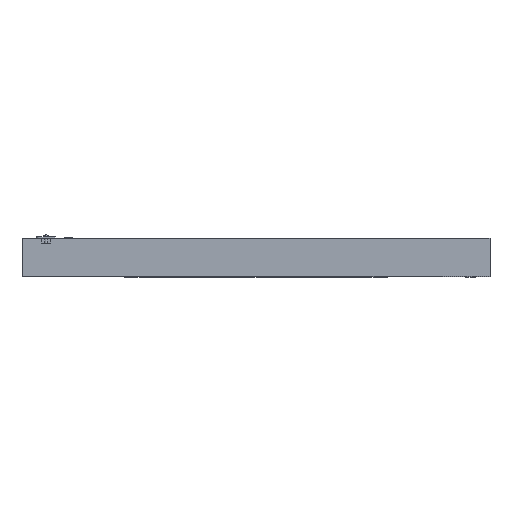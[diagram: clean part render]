
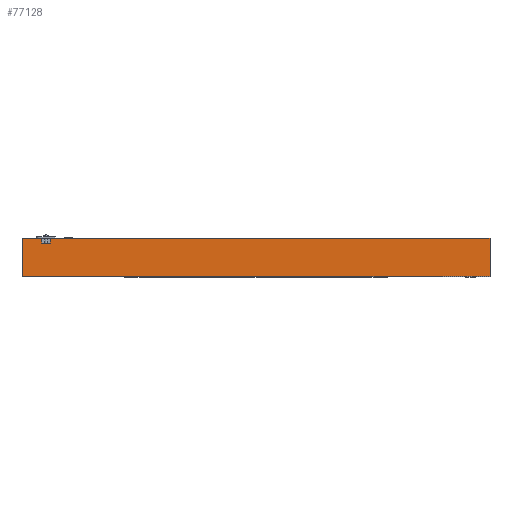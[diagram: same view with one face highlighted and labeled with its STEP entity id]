
A CAD part, top view. The second image highlights one B-rep face of the part: STEP entity #77128.
In plain terms, the highlighted planar face has unit normal (0, 0, 1).
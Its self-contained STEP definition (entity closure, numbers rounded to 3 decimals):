
#211 = EDGE_CURVE ( 'NONE', #22760, #90318, #55315, .T. ) ;
#1875 = VERTEX_POINT ( 'NONE', #84760 ) ;
#2626 = CARTESIAN_POINT ( 'NONE',  ( -331., 46., 348. ) ) ;
#4899 = ORIENTED_EDGE ( 'NONE', *, *, #64564, .T. ) ;
#8391 = CARTESIAN_POINT ( 'NONE',  ( -331., 54., 348. ) ) ;
#8504 = ORIENTED_EDGE ( 'NONE', *, *, #62211, .F. ) ;
#8605 = DIRECTION ( 'NONE',  ( -0.017, -1., 0. ) ) ;
#8846 = CARTESIAN_POINT ( 'NONE',  ( -292.122, 46., 348. ) ) ;
#10391 = EDGE_CURVE ( 'NONE', #29044, #88421, #26374, .T. ) ;
#11604 = ORIENTED_EDGE ( 'NONE', *, *, #52566, .F. ) ;
#12999 = LINE ( 'NONE', #42797, #49211 ) ;
#14895 = LINE ( 'NONE', #89432, #87262 ) ;
#15655 = DIRECTION ( 'NONE',  ( 0., 0., -1. ) ) ;
#18611 = VECTOR ( 'NONE', #8605, 1000. ) ;
#18695 = CARTESIAN_POINT ( 'NONE',  ( -301.878, 47., 348. ) ) ;
#21403 = CARTESIAN_POINT ( 'NONE',  ( 331., 54., 348. ) ) ;
#21878 = VECTOR ( 'NONE', #24101, 1000. ) ;
#22428 = CARTESIAN_POINT ( 'NONE',  ( -331., 54., 348. ) ) ;
#22760 = VERTEX_POINT ( 'NONE', #87600 ) ;
#23525 = EDGE_CURVE ( 'NONE', #66306, #29044, #12999, .T. ) ;
#24101 = DIRECTION ( 'NONE',  ( 1., 0., 0. ) ) ;
#25277 = AXIS2_PLACEMENT_3D ( 'NONE', #18695, #69287, #25953 ) ;
#25343 = EDGE_CURVE ( 'NONE', #1875, #87603, #35227, .T. ) ;
#25953 = DIRECTION ( 'NONE',  ( -1., 0., 0. ) ) ;
#25983 = CARTESIAN_POINT ( 'NONE',  ( -291., 54., 348. ) ) ;
#26374 = LINE ( 'NONE', #60160, #21878 ) ;
#27045 = VECTOR ( 'NONE', #57352, 1000. ) ;
#27243 = CARTESIAN_POINT ( 'NONE',  ( -292.122, 47., 348. ) ) ;
#29044 = VERTEX_POINT ( 'NONE', #32903 ) ;
#31789 = CARTESIAN_POINT ( 'NONE',  ( -331., 54., 348. ) ) ;
#31861 = DIRECTION ( 'NONE',  ( 0., -1., 0. ) ) ;
#32095 = CARTESIAN_POINT ( 'NONE',  ( -291.122, 46.983, 348. ) ) ;
#32903 = CARTESIAN_POINT ( 'NONE',  ( -331., 0., 348. ) ) ;
#33504 = CARTESIAN_POINT ( 'NONE',  ( -303., 54., 348. ) ) ;
#34531 = DIRECTION ( 'NONE',  ( -1., 0., 0. ) ) ;
#34592 = CARTESIAN_POINT ( 'NONE',  ( 331., 0., 348. ) ) ;
#35227 = LINE ( 'NONE', #74644, #69146 ) ;
#36052 = VECTOR ( 'NONE', #74923, 1000. ) ;
#37487 = ORIENTED_EDGE ( 'NONE', *, *, #10391, .T. ) ;
#40247 = VERTEX_POINT ( 'NONE', #21403 ) ;
#42797 = CARTESIAN_POINT ( 'NONE',  ( -331., 54., 348. ) ) ;
#43446 = EDGE_LOOP ( 'NONE', ( #59423, #4899, #86272, #70103, #68068, #37487, #11604, #8504, #92242, #67011 ) ) ;
#44684 = CARTESIAN_POINT ( 'NONE',  ( -291.012, 53.302, 348. ) ) ;
#47083 = FACE_OUTER_BOUND ( 'NONE', #43446, .T. ) ;
#49211 = VECTOR ( 'NONE', #57043, 1000. ) ;
#51720 = EDGE_CURVE ( 'NONE', #63844, #90318, #87528, .T. ) ;
#51733 = PLANE ( 'NONE',  #81209 ) ;
#52566 = EDGE_CURVE ( 'NONE', #40247, #88421, #14895, .T. ) ;
#55315 = LINE ( 'NONE', #2626, #36052 ) ;
#57006 = EDGE_CURVE ( 'NONE', #82129, #63844, #76290, .T. ) ;
#57043 = DIRECTION ( 'NONE',  ( 0., -1., 0. ) ) ;
#57352 = DIRECTION ( 'NONE',  ( 1., 0., 0. ) ) ;
#59423 = ORIENTED_EDGE ( 'NONE', *, *, #211, .F. ) ;
#60160 = CARTESIAN_POINT ( 'NONE',  ( -331., 0., 348. ) ) ;
#62211 = EDGE_CURVE ( 'NONE', #82129, #40247, #65547, .T. ) ;
#63844 = VERTEX_POINT ( 'NONE', #32095 ) ;
#64564 = EDGE_CURVE ( 'NONE', #22760, #1875, #78710, .T. ) ;
#65378 = LINE ( 'NONE', #31789, #82275 ) ;
#65547 = LINE ( 'NONE', #79083, #27045 ) ;
#66265 = DIRECTION ( 'NONE',  ( -1., 0., 0. ) ) ;
#66306 = VERTEX_POINT ( 'NONE', #22428 ) ;
#67011 = ORIENTED_EDGE ( 'NONE', *, *, #51720, .T. ) ;
#68068 = ORIENTED_EDGE ( 'NONE', *, *, #23525, .T. ) ;
#68708 = EDGE_CURVE ( 'NONE', #66306, #87603, #65378, .T. ) ;
#69146 = VECTOR ( 'NONE', #81923, 1000. ) ;
#69287 = DIRECTION ( 'NONE',  ( 0., 0., -1. ) ) ;
#70103 = ORIENTED_EDGE ( 'NONE', *, *, #68708, .F. ) ;
#74644 = CARTESIAN_POINT ( 'NONE',  ( -303.009, 54.489, 348. ) ) ;
#74923 = DIRECTION ( 'NONE',  ( 1., 0., 0. ) ) ;
#76290 = LINE ( 'NONE', #44684, #18611 ) ;
#77128 = ADVANCED_FACE ( 'NONE', ( #47083 ), #51733, .F. ) ;
#77807 = DIRECTION ( 'NONE',  ( 0., 0., -1. ) ) ;
#78710 = CIRCLE ( 'NONE', #25277, 1. ) ;
#79083 = CARTESIAN_POINT ( 'NONE',  ( -331., 54., 348. ) ) ;
#80636 = AXIS2_PLACEMENT_3D ( 'NONE', #27243, #77807, #34531 ) ;
#81209 = AXIS2_PLACEMENT_3D ( 'NONE', #8391, #15655, #66265 ) ;
#81923 = DIRECTION ( 'NONE',  ( -0.017, 1., 0. ) ) ;
#82129 = VERTEX_POINT ( 'NONE', #25983 ) ;
#82275 = VECTOR ( 'NONE', #89978, 1000. ) ;
#84760 = CARTESIAN_POINT ( 'NONE',  ( -302.878, 46.983, 348. ) ) ;
#86272 = ORIENTED_EDGE ( 'NONE', *, *, #25343, .T. ) ;
#87262 = VECTOR ( 'NONE', #31861, 1000. ) ;
#87528 = CIRCLE ( 'NONE', #80636, 1. ) ;
#87600 = CARTESIAN_POINT ( 'NONE',  ( -301.878, 46., 348. ) ) ;
#87603 = VERTEX_POINT ( 'NONE', #33504 ) ;
#88421 = VERTEX_POINT ( 'NONE', #34592 ) ;
#89432 = CARTESIAN_POINT ( 'NONE',  ( 331., 54., 348. ) ) ;
#89978 = DIRECTION ( 'NONE',  ( 1., 0., 0. ) ) ;
#90318 = VERTEX_POINT ( 'NONE', #8846 ) ;
#92242 = ORIENTED_EDGE ( 'NONE', *, *, #57006, .T. ) ;
